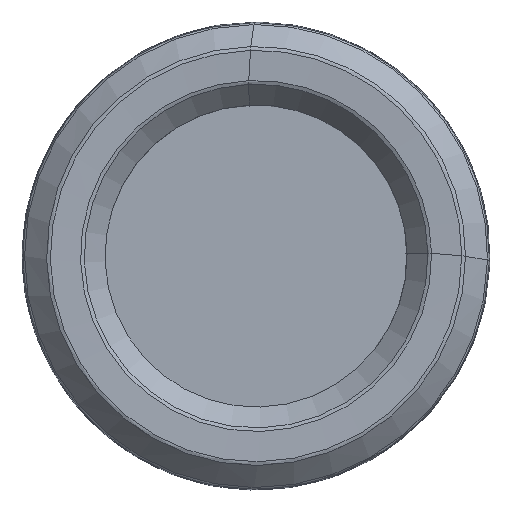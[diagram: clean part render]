
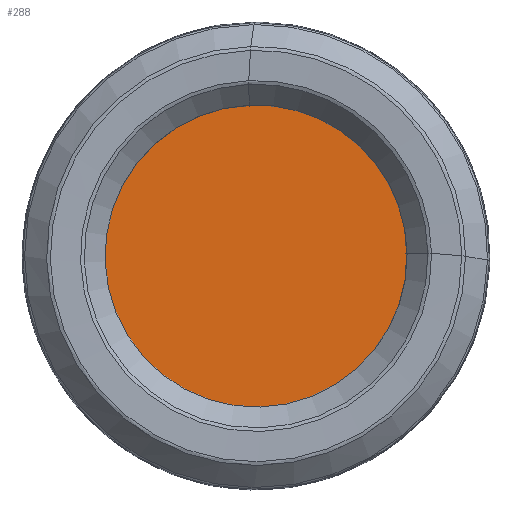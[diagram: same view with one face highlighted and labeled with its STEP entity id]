
A CAD part, left-side view. The second image highlights one B-rep face of the part: STEP entity #288.
In plain terms, the highlighted planar face has unit normal (-1, 0, 0).
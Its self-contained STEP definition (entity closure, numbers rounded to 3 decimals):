
#65=PLANE('',#895);
#288=ADVANCED_FACE('',(#361),#65,.F.);
#361=FACE_OUTER_BOUND('',#415,.T.);
#415=EDGE_LOOP('',(#645));
#489=CIRCLE('',#894,24.15);
#645=ORIENTED_EDGE('',*,*,#785,.T.);
#703=VERTEX_POINT('',#1767);
#785=EDGE_CURVE('',#703,#703,#489,.T.);
#894=AXIS2_PLACEMENT_3D('',#1766,#1064,#1065);
#895=AXIS2_PLACEMENT_3D('',#1768,#1066,#1067);
#1064=DIRECTION('',(-1.,0.,0.));
#1065=DIRECTION('',(0.,0.,1.));
#1066=DIRECTION('',(1.,0.,0.));
#1067=DIRECTION('',(0.,0.,-1.));
#1766=CARTESIAN_POINT('',(4.,0.,0.));
#1767=CARTESIAN_POINT('',(4.,0.,24.15));
#1768=CARTESIAN_POINT('',(4.,10.,0.));
